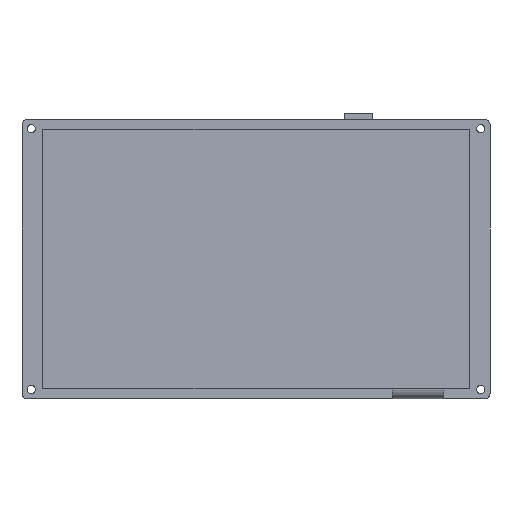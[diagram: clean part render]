
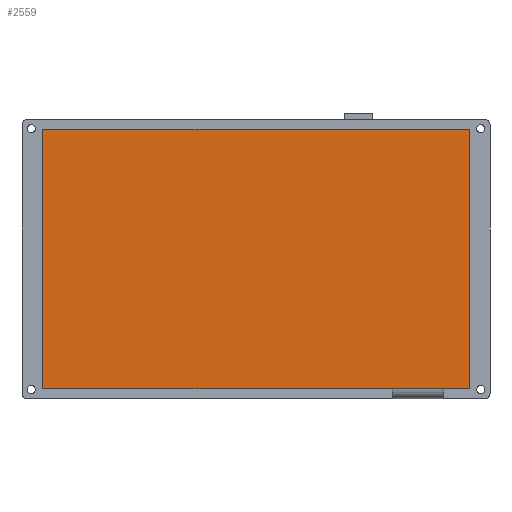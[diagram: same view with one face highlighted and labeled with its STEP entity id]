
A CAD part, front view. The second image highlights one B-rep face of the part: STEP entity #2559.
In plain terms, the highlighted planar face has unit normal (0, -1, 0).
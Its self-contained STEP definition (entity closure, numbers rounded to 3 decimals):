
#253=ORIENTED_EDGE('',*,*,#720,.F.);
#254=ORIENTED_EDGE('',*,*,#730,.F.);
#255=ORIENTED_EDGE('',*,*,#728,.F.);
#256=ORIENTED_EDGE('',*,*,#726,.F.);
#720=EDGE_CURVE('',#969,#970,#1138,.T.);
#726=EDGE_CURVE('',#970,#975,#1144,.T.);
#728=EDGE_CURVE('',#975,#976,#1146,.T.);
#730=EDGE_CURVE('',#976,#969,#1148,.T.);
#969=VERTEX_POINT('',#3507);
#970=VERTEX_POINT('',#3509);
#975=VERTEX_POINT('',#3521);
#976=VERTEX_POINT('',#3525);
#1138=LINE('',#3508,#1370);
#1144=LINE('',#3520,#1376);
#1146=LINE('',#3524,#1378);
#1148=LINE('',#3528,#1380);
#1370=VECTOR('',#2943,1000.);
#1376=VECTOR('',#2951,1000.);
#1378=VECTOR('',#2955,1000.);
#1380=VECTOR('',#2959,1000.);
#1545=EDGE_LOOP('',(#253,#254,#255,#256));
#1671=FACE_BOUND('',#1545,.T.);
#1763=PLANE('',#2682);
#2559=ADVANCED_FACE('',(#1671),#1763,.F.);
#2682=AXIS2_PLACEMENT_3D('',#3529,#2960,#2961);
#2943=DIRECTION('',(0.,0.,-1.));
#2951=DIRECTION('',(-1.,0.,0.));
#2955=DIRECTION('',(0.,0.,1.));
#2959=DIRECTION('',(1.,0.,0.));
#2960=DIRECTION('',(0.,1.,0.));
#2961=DIRECTION('',(0.,0.,1.));
#3507=CARTESIAN_POINT('',(173.1,-7.1,104.15));
#3508=CARTESIAN_POINT('',(173.1,-7.1,104.15));
#3509=CARTESIAN_POINT('',(173.1,-7.1,3.9));
#3520=CARTESIAN_POINT('',(173.1,-7.1,3.9));
#3521=CARTESIAN_POINT('',(8.,-7.1,3.9));
#3524=CARTESIAN_POINT('',(8.,-7.1,3.9));
#3525=CARTESIAN_POINT('',(8.,-7.1,104.15));
#3528=CARTESIAN_POINT('',(8.,-7.1,104.15));
#3529=CARTESIAN_POINT('',(0.,-7.1,0.));
